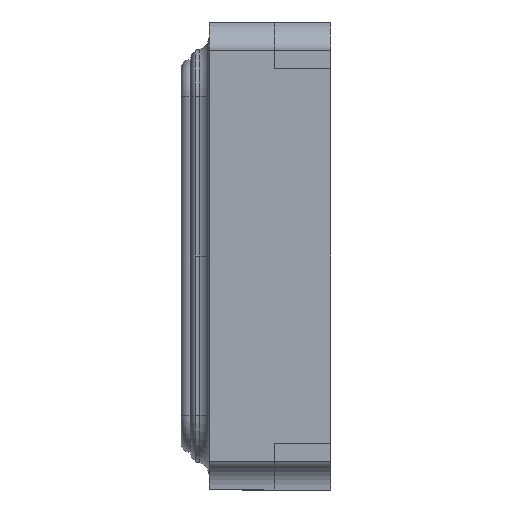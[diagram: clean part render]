
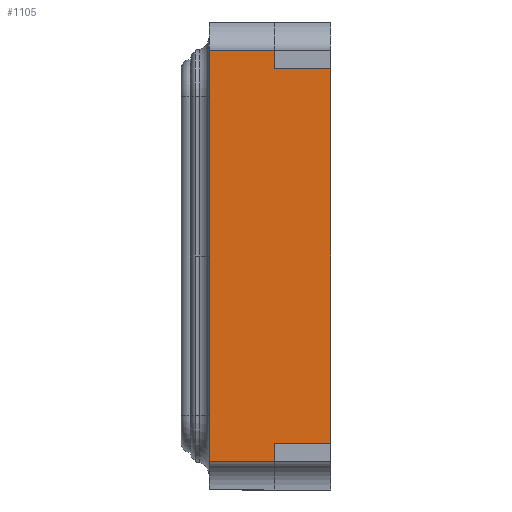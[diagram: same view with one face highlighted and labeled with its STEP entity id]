
A CAD part, left-side view. The second image highlights one B-rep face of the part: STEP entity #1105.
In plain terms, the highlighted planar face has unit normal (-1, 0, 0).
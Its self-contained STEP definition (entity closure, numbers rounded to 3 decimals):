
#114 = CARTESIAN_POINT ( 'NONE',  ( -1.6, 0.3, -1.1 ) ) ;
#115 = VECTOR ( 'NONE', #3725, 1000. ) ;
#136 = VERTEX_POINT ( 'NONE', #3481 ) ;
#164 = VECTOR ( 'NONE', #513, 1000. ) ;
#324 = LINE ( 'NONE', #2235, #2857 ) ;
#327 = CARTESIAN_POINT ( 'NONE',  ( -1.6, 0.65, -1.1 ) ) ;
#331 = LINE ( 'NONE', #1848, #1576 ) ;
#370 = FACE_OUTER_BOUND ( 'NONE', #517, .T. ) ;
#396 = DIRECTION ( 'NONE',  ( 0., 0., 1. ) ) ;
#513 = DIRECTION ( 'NONE',  ( 0., -1., 0. ) ) ;
#517 = EDGE_LOOP ( 'NONE', ( #1072, #2242, #3743, #1866, #3505, #1035, #661, #1058 ) ) ;
#559 = CARTESIAN_POINT ( 'NONE',  ( -1.6, 0.3, 1. ) ) ;
#661 = ORIENTED_EDGE ( 'NONE', *, *, #2241, .F. ) ;
#669 = EDGE_CURVE ( 'NONE', #1914, #136, #1369, .T. ) ;
#777 = LINE ( 'NONE', #3240, #2049 ) ;
#815 = CARTESIAN_POINT ( 'NONE',  ( -1.6, 0.65, 1.1 ) ) ;
#992 = VECTOR ( 'NONE', #396, 1000. ) ;
#1014 = DIRECTION ( 'NONE',  ( 0., 1., 0. ) ) ;
#1035 = ORIENTED_EDGE ( 'NONE', *, *, #3361, .T. ) ;
#1058 = ORIENTED_EDGE ( 'NONE', *, *, #2312, .T. ) ;
#1072 = ORIENTED_EDGE ( 'NONE', *, *, #2457, .T. ) ;
#1083 = AXIS2_PLACEMENT_3D ( 'NONE', #2313, #2922, #1146 ) ;
#1105 = ADVANCED_FACE ( 'NONE', ( #370 ), #2083, .F. ) ;
#1140 = CARTESIAN_POINT ( 'NONE',  ( -1.6, 0.3, -1. ) ) ;
#1146 = DIRECTION ( 'NONE',  ( 0., 0., -1. ) ) ;
#1235 = VERTEX_POINT ( 'NONE', #3070 ) ;
#1369 = LINE ( 'NONE', #1390, #115 ) ;
#1390 = CARTESIAN_POINT ( 'NONE',  ( -1.6, 0.3, 1. ) ) ;
#1493 = CARTESIAN_POINT ( 'NONE',  ( -1.6, 0.65, 1.25 ) ) ;
#1571 = VERTEX_POINT ( 'NONE', #327 ) ;
#1573 = VERTEX_POINT ( 'NONE', #3252 ) ;
#1576 = VECTOR ( 'NONE', #1014, 1000. ) ;
#1736 = EDGE_CURVE ( 'NONE', #1573, #2533, #331, .T. ) ;
#1836 = CARTESIAN_POINT ( 'NONE',  ( -1.6, 0., 1.25 ) ) ;
#1848 = CARTESIAN_POINT ( 'NONE',  ( -1.6, 0., 1.1 ) ) ;
#1866 = ORIENTED_EDGE ( 'NONE', *, *, #1736, .T. ) ;
#1914 = VERTEX_POINT ( 'NONE', #559 ) ;
#2049 = VECTOR ( 'NONE', #3551, 1000. ) ;
#2083 = PLANE ( 'NONE',  #1083 ) ;
#2096 = VECTOR ( 'NONE', #2912, 1000. ) ;
#2173 = VERTEX_POINT ( 'NONE', #114 ) ;
#2235 = CARTESIAN_POINT ( 'NONE',  ( -1.6, 0.3, -1.1 ) ) ;
#2241 = EDGE_CURVE ( 'NONE', #3712, #2173, #324, .T. ) ;
#2242 = ORIENTED_EDGE ( 'NONE', *, *, #669, .F. ) ;
#2312 = EDGE_CURVE ( 'NONE', #3712, #1235, #2786, .T. ) ;
#2313 = CARTESIAN_POINT ( 'NONE',  ( -1.6, 0.65, 1.25 ) ) ;
#2330 = CARTESIAN_POINT ( 'NONE',  ( -1.6, 0., -1.1 ) ) ;
#2457 = EDGE_CURVE ( 'NONE', #1235, #136, #2688, .T. ) ;
#2524 = DIRECTION ( 'NONE',  ( 0., 0., -1. ) ) ;
#2533 = VERTEX_POINT ( 'NONE', #815 ) ;
#2688 = LINE ( 'NONE', #1836, #2704 ) ;
#2704 = VECTOR ( 'NONE', #3607, 1000. ) ;
#2786 = LINE ( 'NONE', #1140, #164 ) ;
#2857 = VECTOR ( 'NONE', #2524, 1000. ) ;
#2912 = DIRECTION ( 'NONE',  ( 0., -1., 0. ) ) ;
#2922 = DIRECTION ( 'NONE',  ( 1., 0., 0. ) ) ;
#3070 = CARTESIAN_POINT ( 'NONE',  ( -1.6, 0., -1. ) ) ;
#3240 = CARTESIAN_POINT ( 'NONE',  ( -1.6, 0.3, 1.1 ) ) ;
#3252 = CARTESIAN_POINT ( 'NONE',  ( -1.6, 0.3, 1.1 ) ) ;
#3279 = EDGE_CURVE ( 'NONE', #1573, #1914, #777, .T. ) ;
#3322 = LINE ( 'NONE', #2330, #2096 ) ;
#3361 = EDGE_CURVE ( 'NONE', #1571, #2173, #3322, .T. ) ;
#3386 = LINE ( 'NONE', #1493, #992 ) ;
#3481 = CARTESIAN_POINT ( 'NONE',  ( -1.6, 0., 1. ) ) ;
#3505 = ORIENTED_EDGE ( 'NONE', *, *, #3537, .F. ) ;
#3537 = EDGE_CURVE ( 'NONE', #1571, #2533, #3386, .T. ) ;
#3551 = DIRECTION ( 'NONE',  ( 0., 0., -1. ) ) ;
#3607 = DIRECTION ( 'NONE',  ( 0., 0., 1. ) ) ;
#3695 = CARTESIAN_POINT ( 'NONE',  ( -1.6, 0.3, -1. ) ) ;
#3712 = VERTEX_POINT ( 'NONE', #3695 ) ;
#3725 = DIRECTION ( 'NONE',  ( 0., -1., 0. ) ) ;
#3743 = ORIENTED_EDGE ( 'NONE', *, *, #3279, .F. ) ;
